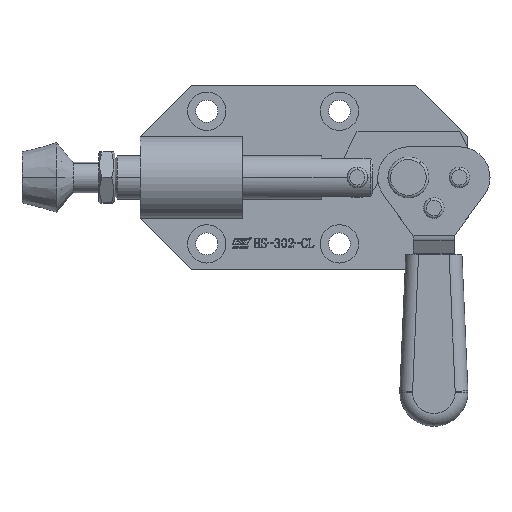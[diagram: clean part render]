
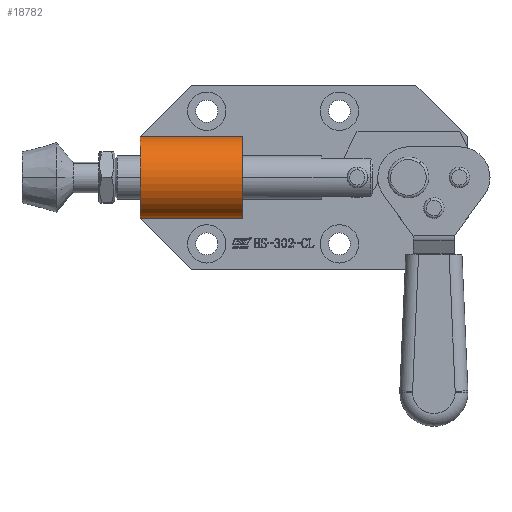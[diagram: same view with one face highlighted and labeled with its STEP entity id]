
A CAD part, top view. The second image highlights one B-rep face of the part: STEP entity #18782.
In plain terms, the highlighted cylindrical face has radius 8 mm (diameter 16 mm), a partial arc.
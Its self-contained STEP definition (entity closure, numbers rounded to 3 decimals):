
#71 = EDGE_CURVE ( 'NONE', #15517, #15642, #20356, .T. ) ;
#86 = EDGE_CURVE ( 'NONE', #15587, #15642, #20376, .T. ) ;
#88 = EDGE_CURVE ( 'NONE', #15483, #15517, #20378, .T. ) ;
#89 = EDGE_CURVE ( 'NONE', #15483, #15587, #20380, .T. ) ;
#524 = ORIENTED_EDGE ( 'NONE', *, *, #71, .F. ) ;
#525 = ORIENTED_EDGE ( 'NONE', *, *, #88, .F. ) ;
#526 = ORIENTED_EDGE ( 'NONE', *, *, #89, .T. ) ;
#527 = ORIENTED_EDGE ( 'NONE', *, *, #86, .T. ) ;
#2435 = FACE_OUTER_BOUND ( 'NONE', #20193, .T. ) ;
#2440 = CYLINDRICAL_SURFACE ( 'NONE', #17860, 8. ) ;
#4474 = AXIS2_PLACEMENT_3D ( 'NONE', #10759, #10760, #10761 ) ;
#4484 = AXIS2_PLACEMENT_3D ( 'NONE', #10805, #10806, #10807 ) ;
#10759 = CARTESIAN_POINT ( 'NONE',  ( -32., 0., 11.32 ) ) ;
#10760 = DIRECTION ( 'NONE',  ( -1., 0., 0. ) ) ;
#10761 = DIRECTION ( 'NONE',  ( 0., 1., 0. ) ) ;
#10762 = CARTESIAN_POINT ( 'NONE',  ( -12., -8., 11.32 ) ) ;
#10773 = DIRECTION ( 'NONE',  ( -1., 0., 0. ) ) ;
#10796 = CARTESIAN_POINT ( 'NONE',  ( -12., 8., 11.32 ) ) ;
#10802 = DIRECTION ( 'NONE',  ( -1., 0., 0. ) ) ;
#10805 = CARTESIAN_POINT ( 'NONE',  ( -12., 0., 11.32 ) ) ;
#10806 = DIRECTION ( 'NONE',  ( -1., 0., 0. ) ) ;
#10807 = DIRECTION ( 'NONE',  ( 0., 1., 0. ) ) ;
#12263 = DIRECTION ( 'NONE',  ( 0., -1., 0. ) ) ;
#12272 = DIRECTION ( 'NONE',  ( -1., 0., 0. ) ) ;
#12273 = CARTESIAN_POINT ( 'NONE',  ( -12., 0., 11.32 ) ) ;
#15483 = VERTEX_POINT ( 'NONE', #24981 ) ;
#15517 = VERTEX_POINT ( 'NONE', #25015 ) ;
#15587 = VERTEX_POINT ( 'NONE', #25085 ) ;
#15642 = VERTEX_POINT ( 'NONE', #25140 ) ;
#17860 = AXIS2_PLACEMENT_3D ( 'NONE', #12273, #12272, #12263 ) ;
#18782 = ADVANCED_FACE ( 'NONE', ( #2435 ), #2440, .T. ) ;
#20193 = EDGE_LOOP ( 'NONE', ( #524, #525, #526, #527 ) ) ;
#20356 = CIRCLE ( 'NONE', #4474, 8. ) ;
#20376 = LINE ( 'NONE', #10796, #20379 ) ;
#20378 = LINE ( 'NONE', #10762, #20383 ) ;
#20379 = VECTOR ( 'NONE', #10773, 1000. ) ;
#20380 = CIRCLE ( 'NONE', #4484, 8. ) ;
#20383 = VECTOR ( 'NONE', #10802, 1000. ) ;
#24981 = CARTESIAN_POINT ( 'NONE',  ( -12., -8., 11.32 ) ) ;
#25015 = CARTESIAN_POINT ( 'NONE',  ( -32., -8., 11.32 ) ) ;
#25085 = CARTESIAN_POINT ( 'NONE',  ( -12., 8., 11.32 ) ) ;
#25140 = CARTESIAN_POINT ( 'NONE',  ( -32., 8., 11.32 ) ) ;
